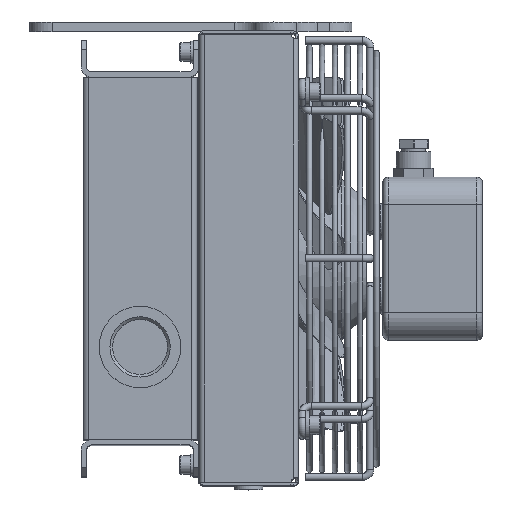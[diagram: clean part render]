
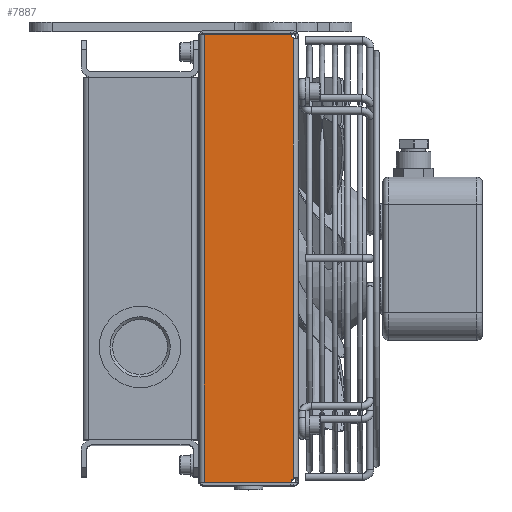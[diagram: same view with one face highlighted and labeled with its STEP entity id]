
A CAD part, top view. The second image highlights one B-rep face of the part: STEP entity #7887.
In plain terms, the highlighted planar face has unit normal (0, 0, 1).
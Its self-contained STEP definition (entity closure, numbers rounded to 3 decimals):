
#7143=CARTESIAN_POINT('',(22.,121.722,133.5));
#7144=VERTEX_POINT('',#7143);
#7156=CARTESIAN_POINT('',(22.,-121.722,133.5));
#7157=VERTEX_POINT('',#7156);
#7158=CARTESIAN_POINT('',(22.,-121.722,133.5));
#7159=DIRECTION('',(0.0,1.0,0.0));
#7160=VECTOR('',#7159,243.444);
#7161=LINE('',#7158,#7160);
#7162=EDGE_CURVE('',#7157,#7144,#7161,.T.);
#7612=CARTESIAN_POINT('',(-27.,123.646,133.5));
#7613=VERTEX_POINT('',#7612);
#7632=CARTESIAN_POINT('',(-27.,-123.646,133.5));
#7633=VERTEX_POINT('',#7632);
#7644=CARTESIAN_POINT('',(-27.,123.646,133.5));
#7645=DIRECTION('',(0.0,-1.0,0.0));
#7646=VECTOR('',#7645,247.293);
#7647=LINE('',#7644,#7646);
#7648=EDGE_CURVE('',#7613,#7633,#7647,.T.);
#7829=CARTESIAN_POINT('',(20.747,123.646,133.5));
#7830=VERTEX_POINT('',#7829);
#7837=CARTESIAN_POINT('',(23.696,124.196,133.5));
#7838=DIRECTION('',(0.0,0.0,1.0));
#7839=DIRECTION('',(-1.0,0.0,0.0));
#7840=AXIS2_PLACEMENT_3D('',#7837,#7838,#7839);
#7841=CIRCLE('',#7840,3.);
#7842=EDGE_CURVE('',#7830,#7144,#7841,.T.);
#7856=CARTESIAN_POINT('',(-2.5,-30.62,133.5));
#7857=DIRECTION('',(0.0,0.0,-1.0));
#7858=DIRECTION('',(1.0,0.0,0.0));
#7859=AXIS2_PLACEMENT_3D('',#7856,#7857,#7858);
#7860=PLANE('',#7859);
#7861=ORIENTED_EDGE('',*,*,#7842,.F.);
#7862=CARTESIAN_POINT('',(20.747,123.646,133.5));
#7863=DIRECTION('',(-1.0,0.0,0.0));
#7864=VECTOR('',#7863,47.747);
#7865=LINE('',#7862,#7864);
#7866=EDGE_CURVE('',#7830,#7613,#7865,.T.);
#7867=ORIENTED_EDGE('',*,*,#7866,.T.);
#7868=ORIENTED_EDGE('',*,*,#7648,.T.);
#7869=CARTESIAN_POINT('',(20.747,-123.646,133.5));
#7870=VERTEX_POINT('',#7869);
#7871=CARTESIAN_POINT('',(20.747,-123.646,133.5));
#7872=DIRECTION('',(-1.0,0.0,0.0));
#7873=VECTOR('',#7872,47.747);
#7874=LINE('',#7871,#7873);
#7875=EDGE_CURVE('',#7870,#7633,#7874,.T.);
#7876=ORIENTED_EDGE('',*,*,#7875,.F.);
#7877=CARTESIAN_POINT('',(23.696,-124.196,133.5));
#7878=DIRECTION('',(0.0,0.0,1.0));
#7879=DIRECTION('',(-1.0,0.0,0.0));
#7880=AXIS2_PLACEMENT_3D('',#7877,#7878,#7879);
#7881=CIRCLE('',#7880,3.);
#7882=EDGE_CURVE('',#7157,#7870,#7881,.T.);
#7883=ORIENTED_EDGE('',*,*,#7882,.F.);
#7884=ORIENTED_EDGE('',*,*,#7162,.T.);
#7885=EDGE_LOOP('',(#7861,#7867,#7868,#7876,#7883,#7884));
#7886=FACE_OUTER_BOUND('',#7885,.T.);
#7887=ADVANCED_FACE('',(#7886),#7860,.F.);
